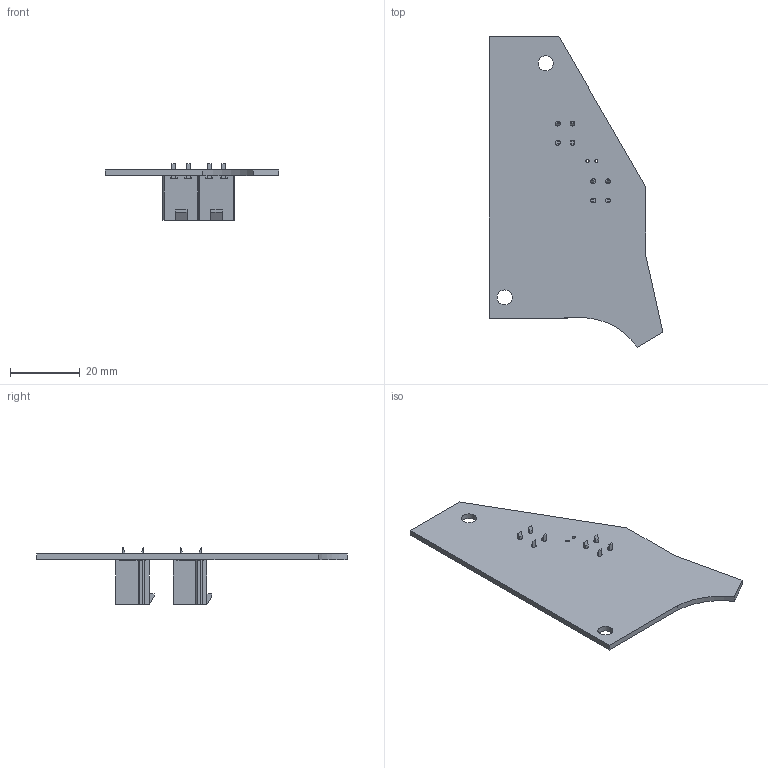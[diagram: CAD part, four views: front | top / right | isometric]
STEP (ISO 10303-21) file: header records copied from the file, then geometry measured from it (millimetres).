
FILE_DESCRIPTION(('KiCad electronic assembly'),'2;1');
FILE_NAME('LDG WING FOLD PLACARD.step','2023-01-09T18:57:14',('Pcbnew'), ('Kicad'),'Open CASCADE STEP processor 7.6','KiCad to STEP converter', 'Unknown');
FILE_SCHEMA(('AUTOMOTIVE_DESIGN { 1 0 10303 214 1 1 1 1 }'));
Length unit declared in the file: millimetre
Products named in the file (4): LDG WING FOLD PLACARD 1; Molex_Mini-Fit_Jr_5566-04A_2x02_P4.20mm_Vertical; SOLID; LDG WING FOLD PLACARD PCB
Assembly tree (4 placements, depth 3):
  LDG WING FOLD PLACARD 1
    Molex_Mini-Fit_Jr_5566-04A_2x02_P4.20mm_Vertical  x2
      SOLID
    LDG WING FOLD PLACARD PCB
Bounding box: 49.78 x 88.87 x 16.3 mm (x, y, z)
Volume: 6525.1 mm3; surface area: 9576.8 mm2
Topology: 3 solids, 3 shells, 280 faces, 746 edges, 496 vertices
Faces by surface type: plane 265, cylinder 15
Full cylindrical faces by diameter (mm): 0.9 x2, 1.4 x8, 4.3 x2
Entity records: 10008 total; most frequent: CARTESIAN_POINT 1639, DIRECTION 1548, LINE 1153, VECTOR 1153, ORIENTED_EDGE 806, PCURVE 806, DEFINITIONAL_REPRESENTATION 806, EDGE_CURVE 403
